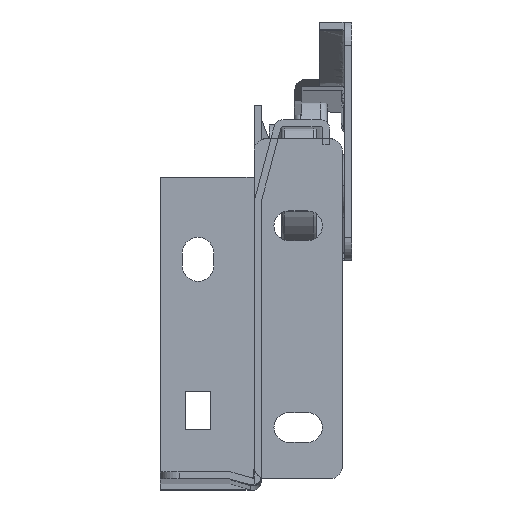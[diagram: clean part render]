
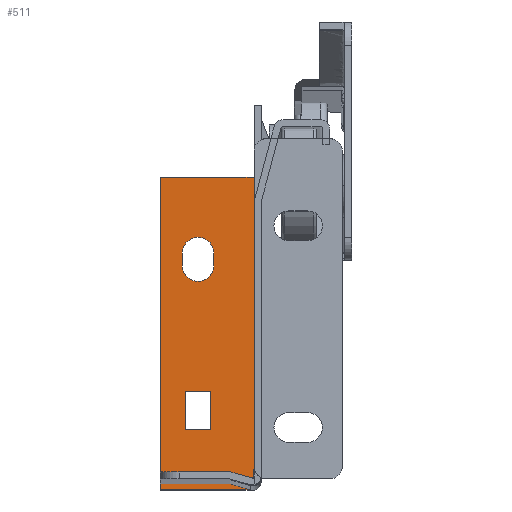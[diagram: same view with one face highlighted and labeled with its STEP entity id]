
A CAD part, top view. The second image highlights one B-rep face of the part: STEP entity #511.
In plain terms, the highlighted planar face has unit normal (0, 0, 1).
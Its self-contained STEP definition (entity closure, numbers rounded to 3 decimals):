
#342 = DIRECTION ( 'NONE',  ( -1., 0., 0. ) ) ;
#511 = ADVANCED_FACE ( 'NONE', ( #9465, #736, #4725 ), #3740, .T. ) ;
#537 = EDGE_CURVE ( 'NONE', #2319, #2405, #1468, .T. ) ;
#676 = EDGE_CURVE ( 'NONE', #1279, #2319, #5919, .T. ) ;
#717 = EDGE_CURVE ( 'NONE', #6520, #7559, #1084, .T. ) ;
#736 = FACE_BOUND ( 'NONE', #1708, .T. ) ;
#737 = DIRECTION ( 'NONE',  ( -1., 0., 0. ) ) ;
#1084 = LINE ( 'NONE', #8980, #5043 ) ;
#1131 = CARTESIAN_POINT ( 'NONE',  ( 3.5, 33.5, -446.9 ) ) ;
#1279 = VERTEX_POINT ( 'NONE', #2329 ) ;
#1411 = ORIENTED_EDGE ( 'NONE', *, *, #3506, .F. ) ;
#1468 = LINE ( 'NONE', #10243, #6069 ) ;
#1565 = CARTESIAN_POINT ( 'NONE',  ( 6., 33.5, -446.9 ) ) ;
#1708 = EDGE_LOOP ( 'NONE', ( #7515, #8017, #6750, #6087 ) ) ;
#1727 = CARTESIAN_POINT ( 'NONE',  ( 14.887, -2.091, -446.9 ) ) ;
#1977 = ORIENTED_EDGE ( 'NONE', *, *, #676, .T. ) ;
#1997 = ORIENTED_EDGE ( 'NONE', *, *, #2957, .T. ) ;
#2140 = CARTESIAN_POINT ( 'NONE',  ( 0., -2.091, -446.9 ) ) ;
#2285 = ORIENTED_EDGE ( 'NONE', *, *, #9104, .T. ) ;
#2319 = VERTEX_POINT ( 'NONE', #2598 ) ;
#2329 = CARTESIAN_POINT ( 'NONE',  ( 14.887, 47.5, -446.9 ) ) ;
#2405 = VERTEX_POINT ( 'NONE', #2140 ) ;
#2496 = VERTEX_POINT ( 'NONE', #1131 ) ;
#2522 = AXIS2_PLACEMENT_3D ( 'NONE', #8730, #7852, #737 ) ;
#2598 = CARTESIAN_POINT ( 'NONE',  ( 0., 47.5, -446.9 ) ) ;
#2674 = CARTESIAN_POINT ( 'NONE',  ( 14.887, -2.091, -446.9 ) ) ;
#2818 = CARTESIAN_POINT ( 'NONE',  ( 64.49, -2.091, -446.9 ) ) ;
#2844 = DIRECTION ( 'NONE',  ( -1., 0., 0. ) ) ;
#2957 = EDGE_CURVE ( 'NONE', #4707, #1279, #5642, .T. ) ;
#3090 = ORIENTED_EDGE ( 'NONE', *, *, #537, .T. ) ;
#3107 = CARTESIAN_POINT ( 'NONE',  ( 64.49, -2.091, -446.9 ) ) ;
#3405 = CARTESIAN_POINT ( 'NONE',  ( 4., 7.5, -446.9 ) ) ;
#3506 = EDGE_CURVE ( 'NONE', #4707, #2405, #5898, .T. ) ;
#3616 = VERTEX_POINT ( 'NONE', #8625 ) ;
#3740 = PLANE ( 'NONE',  #4735 ) ;
#4071 = VECTOR ( 'NONE', #7136, 1000. ) ;
#4268 = DIRECTION ( 'NONE',  ( 0., -1., 0. ) ) ;
#4351 = VERTEX_POINT ( 'NONE', #8297 ) ;
#4381 = LINE ( 'NONE', #9272, #4742 ) ;
#4417 = CARTESIAN_POINT ( 'NONE',  ( 8.5, 33.5, -446.9 ) ) ;
#4707 = VERTEX_POINT ( 'NONE', #1727 ) ;
#4725 = FACE_OUTER_BOUND ( 'NONE', #6531, .T. ) ;
#4735 = AXIS2_PLACEMENT_3D ( 'NONE', #3107, #8675, #10090 ) ;
#4742 = VECTOR ( 'NONE', #4268, 1000. ) ;
#4778 = EDGE_CURVE ( 'NONE', #3616, #6772, #4381, .T. ) ;
#4799 = VERTEX_POINT ( 'NONE', #7659 ) ;
#4967 = EDGE_CURVE ( 'NONE', #7559, #2496, #7581, .T. ) ;
#5043 = VECTOR ( 'NONE', #8261, 1000. ) ;
#5211 = ORIENTED_EDGE ( 'NONE', *, *, #4778, .T. ) ;
#5223 = DIRECTION ( 'NONE',  ( 0., 1., 0. ) ) ;
#5248 = VECTOR ( 'NONE', #8207, 1000. ) ;
#5307 = VECTOR ( 'NONE', #2844, 1000. ) ;
#5385 = CARTESIAN_POINT ( 'NONE',  ( 3.5, 35.5, -446.9 ) ) ;
#5642 = LINE ( 'NONE', #2674, #6032 ) ;
#5898 = LINE ( 'NONE', #2818, #9515 ) ;
#5919 = LINE ( 'NONE', #6702, #5248 ) ;
#5921 = EDGE_CURVE ( 'NONE', #4799, #6520, #6509, .T. ) ;
#6032 = VECTOR ( 'NONE', #9813, 1000. ) ;
#6069 = VECTOR ( 'NONE', #6968, 1000. ) ;
#6087 = ORIENTED_EDGE ( 'NONE', *, *, #8071, .T. ) ;
#6509 = CIRCLE ( 'NONE', #2522, 2.5 ) ;
#6520 = VERTEX_POINT ( 'NONE', #7293 ) ;
#6530 = CARTESIAN_POINT ( 'NONE',  ( 8., 7.5, -446.9 ) ) ;
#6531 = EDGE_LOOP ( 'NONE', ( #1997, #1977, #3090, #1411 ) ) ;
#6587 = CARTESIAN_POINT ( 'NONE',  ( 4., 13.5, -446.9 ) ) ;
#6607 = VECTOR ( 'NONE', #5223, 1000. ) ;
#6697 = LINE ( 'NONE', #6587, #9944 ) ;
#6702 = CARTESIAN_POINT ( 'NONE',  ( 64.49, 47.5, -446.9 ) ) ;
#6750 = ORIENTED_EDGE ( 'NONE', *, *, #4967, .T. ) ;
#6764 = VERTEX_POINT ( 'NONE', #3405 ) ;
#6772 = VERTEX_POINT ( 'NONE', #6530 ) ;
#6812 = LINE ( 'NONE', #9985, #5307 ) ;
#6968 = DIRECTION ( 'NONE',  ( 0., -1., 0. ) ) ;
#7045 = ORIENTED_EDGE ( 'NONE', *, *, #8860, .T. ) ;
#7136 = DIRECTION ( 'NONE',  ( 0., 1., 0. ) ) ;
#7293 = CARTESIAN_POINT ( 'NONE',  ( 8.5, 35.5, -446.9 ) ) ;
#7515 = ORIENTED_EDGE ( 'NONE', *, *, #5921, .T. ) ;
#7559 = VERTEX_POINT ( 'NONE', #4417 ) ;
#7581 = CIRCLE ( 'NONE', #7908, 2.5 ) ;
#7659 = CARTESIAN_POINT ( 'NONE',  ( 3.5, 35.5, -446.9 ) ) ;
#7721 = LINE ( 'NONE', #5385, #4071 ) ;
#7852 = DIRECTION ( 'NONE',  ( 0., 0., -1. ) ) ;
#7908 = AXIS2_PLACEMENT_3D ( 'NONE', #1565, #9473, #9426 ) ;
#8017 = ORIENTED_EDGE ( 'NONE', *, *, #717, .T. ) ;
#8071 = EDGE_CURVE ( 'NONE', #2496, #4799, #7721, .T. ) ;
#8207 = DIRECTION ( 'NONE',  ( -1., 0., 0. ) ) ;
#8243 = ORIENTED_EDGE ( 'NONE', *, *, #9667, .T. ) ;
#8261 = DIRECTION ( 'NONE',  ( 0., -1., 0. ) ) ;
#8297 = CARTESIAN_POINT ( 'NONE',  ( 4., 13.5, -446.9 ) ) ;
#8625 = CARTESIAN_POINT ( 'NONE',  ( 8., 13.5, -446.9 ) ) ;
#8675 = DIRECTION ( 'NONE',  ( 0., 0., 1. ) ) ;
#8730 = CARTESIAN_POINT ( 'NONE',  ( 6., 35.5, -446.9 ) ) ;
#8860 = EDGE_CURVE ( 'NONE', #4351, #3616, #6697, .T. ) ;
#8905 = EDGE_LOOP ( 'NONE', ( #2285, #7045, #5211, #8243 ) ) ;
#8975 = DIRECTION ( 'NONE',  ( 1., 0., 0. ) ) ;
#8980 = CARTESIAN_POINT ( 'NONE',  ( 8.5, 35.5, -446.9 ) ) ;
#9104 = EDGE_CURVE ( 'NONE', #6764, #4351, #9601, .T. ) ;
#9272 = CARTESIAN_POINT ( 'NONE',  ( 8., 13.5, -446.9 ) ) ;
#9273 = CARTESIAN_POINT ( 'NONE',  ( 4., 13.5, -446.9 ) ) ;
#9426 = DIRECTION ( 'NONE',  ( -1., 0., 0. ) ) ;
#9465 = FACE_BOUND ( 'NONE', #8905, .T. ) ;
#9473 = DIRECTION ( 'NONE',  ( 0., 0., -1. ) ) ;
#9515 = VECTOR ( 'NONE', #342, 1000. ) ;
#9601 = LINE ( 'NONE', #9273, #6607 ) ;
#9667 = EDGE_CURVE ( 'NONE', #6772, #6764, #6812, .T. ) ;
#9813 = DIRECTION ( 'NONE',  ( 0., 1., 0. ) ) ;
#9944 = VECTOR ( 'NONE', #8975, 1000. ) ;
#9985 = CARTESIAN_POINT ( 'NONE',  ( 4., 7.5, -446.9 ) ) ;
#10090 = DIRECTION ( 'NONE',  ( -1., 0., 0. ) ) ;
#10243 = CARTESIAN_POINT ( 'NONE',  ( 0., -2.091, -446.9 ) ) ;
